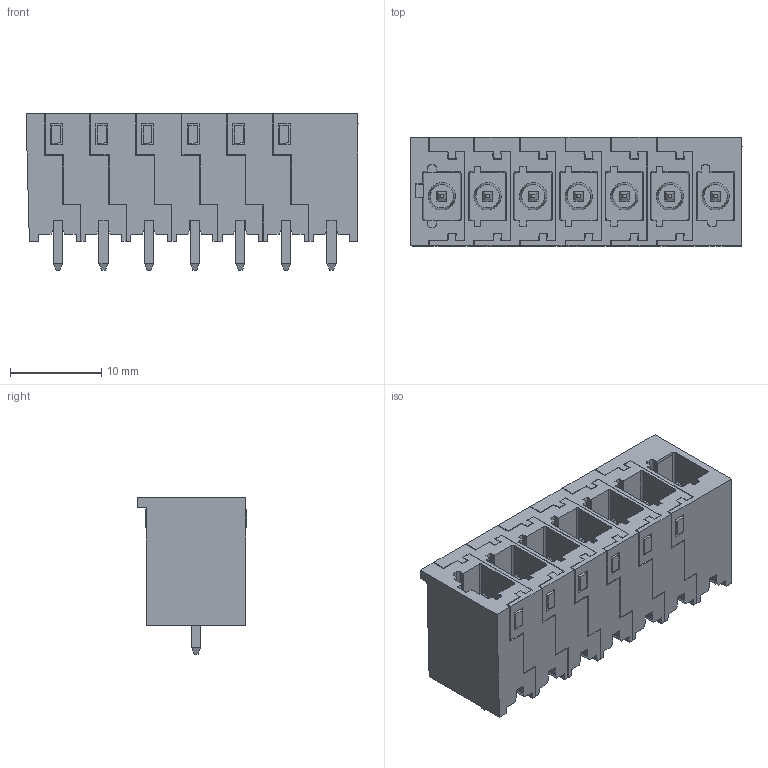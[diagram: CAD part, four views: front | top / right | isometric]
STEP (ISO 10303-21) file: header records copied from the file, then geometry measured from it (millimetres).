
FILE_DESCRIPTION(('CATIA V5 STEP Exchange','CAx-IF Rec.Pracs.--- Model Styling and Organization---1.4--- 2014-01-23'),'2;1');
FILE_NAME ('1328207-3_0_8000072450_8000072450.stp','2022-05-03T12:05:06+00:00',('none'),('Weidmueller'),'CATIA Version 5-6 Release 2016 SP3 HF44','CATIA V5 STEP AP214','none');
FILE_SCHEMA(('AUTOMOTIVE_DESIGN { 1 0 10303 214 1 1 1 1 }'));
Length unit declared in the file: millimetre
Products named in the file (1): 8000072450
Bounding box: 36.4 x 11.98 x 17.15 mm (x, y, z)
Volume: 3762.8 mm3; surface area: 7500.6 mm2
Topology: 14 solids, 14 shells, 817 faces, 2240 edges, 1464 vertices
Faces by surface type: plane 744, cylinder 59, cone 14
Entity records: 25952 total; most frequent: CARTESIAN_POINT 5264, ORIENTED_EDGE 4480, DIRECTION 3818, EDGE_CURVE 2240, VECTOR 2094, LINE 2094, VERTEX_POINT 1464, AXIS2_PLACEMENT_3D 908
